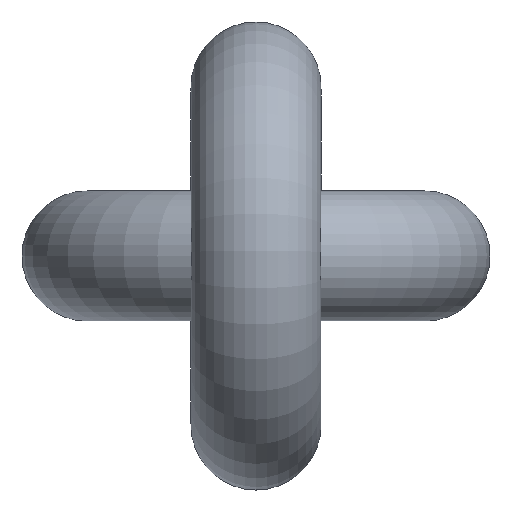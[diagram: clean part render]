
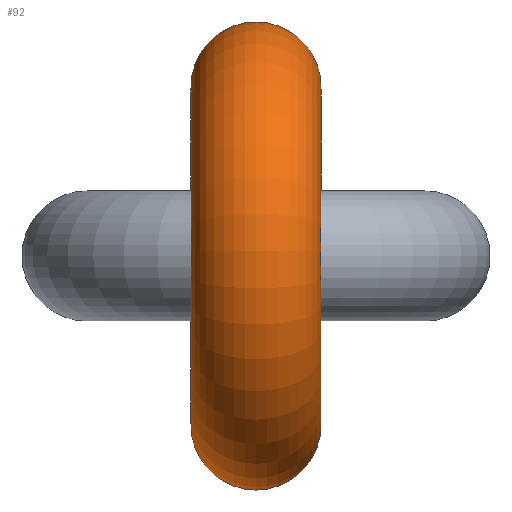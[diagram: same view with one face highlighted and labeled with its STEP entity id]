
A CAD part, left-side view. The second image highlights one B-rep face of the part: STEP entity #92.
In plain terms, the highlighted toroidal (fillet/blend) face has major radius 26 mm and minor radius 10 mm.
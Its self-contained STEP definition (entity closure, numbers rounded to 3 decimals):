
#92=ADVANCED_FACE('',(#121,#122),#98,.T.);
#98=TOROIDAL_SURFACE('',#231,26.,10.);
#121=FACE_BOUND('',#145,.T.);
#122=FACE_BOUND('',#146,.T.);
#145=EDGE_LOOP('',(#169));
#146=EDGE_LOOP('',(#170));
#169=ORIENTED_EDGE('',*,*,#194,.F.);
#170=ORIENTED_EDGE('',*,*,#192,.T.);
#180=VERTEX_POINT('',#310);
#182=VERTEX_POINT('',#316);
#192=EDGE_CURVE('',#180,#180,#204,.T.);
#194=EDGE_CURVE('',#182,#182,#206,.T.);
#204=CIRCLE('',#225,10.);
#206=CIRCLE('',#229,10.);
#225=AXIS2_PLACEMENT_3D('',#309,#268,#269);
#229=AXIS2_PLACEMENT_3D('',#315,#276,#277);
#231=AXIS2_PLACEMENT_3D('',#318,#280,#281);
#268=DIRECTION('',(-1.,0.,0.));
#269=DIRECTION('',(0.,1.,0.));
#276=DIRECTION('',(1.,0.,0.));
#277=DIRECTION('',(0.,1.,0.));
#280=DIRECTION('',(0.,1.,0.));
#281=DIRECTION('',(0.,0.,1.));
#309=CARTESIAN_POINT('',(-74.,0.,26.));
#310=CARTESIAN_POINT('',(-74.,10.,26.));
#315=CARTESIAN_POINT('',(-74.,0.,-26.));
#316=CARTESIAN_POINT('',(-74.,10.,-26.));
#318=CARTESIAN_POINT('',(-74.,0.,0.));
